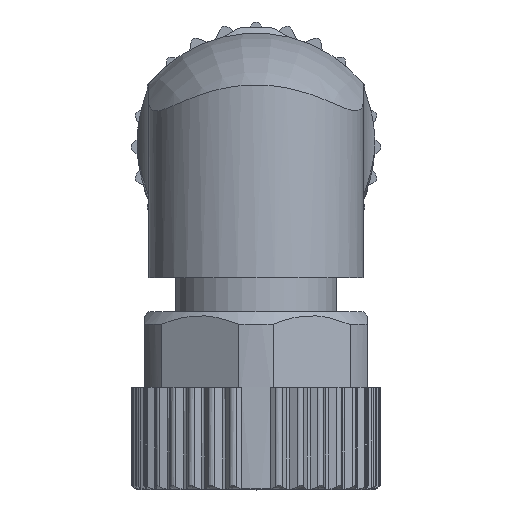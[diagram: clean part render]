
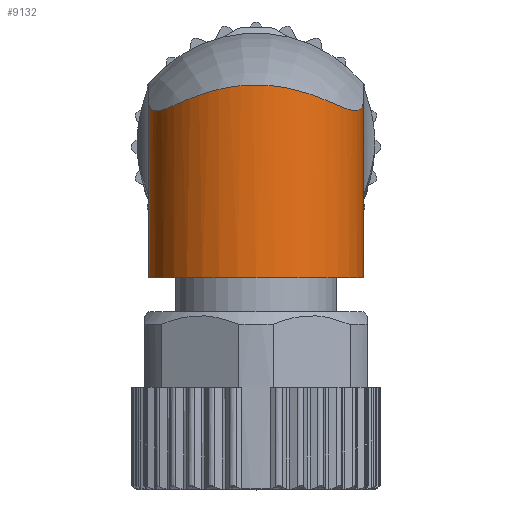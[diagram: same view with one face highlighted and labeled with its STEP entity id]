
A CAD part, top view. The second image highlights one B-rep face of the part: STEP entity #9132.
In plain terms, the highlighted cylindrical face has radius 4.25 mm (diameter 8.5 mm), a partial arc.
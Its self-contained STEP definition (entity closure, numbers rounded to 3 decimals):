
#258=B_SPLINE_CURVE_WITH_KNOTS('',3,(#11940,#11941,#11942,#11943,#11944,
#11945,#11946,#11947,#11948,#11949,#11950),.UNSPECIFIED.,.F.,.F.,(4,1,1,
1,1,1,1,1,4),(0.,0.002,0.003,
0.005,0.007,0.009,0.01,
0.012,0.014),.UNSPECIFIED.);
#656=LINE('',#13356,#1182);
#657=LINE('',#13358,#1183);
#1182=VECTOR('',#10802,1000.);
#1183=VECTOR('',#10805,1000.);
#1476=CIRCLE('',#9361,4.25);
#2726=ORIENTED_EDGE('',*,*,#3725,.T.);
#2727=ORIENTED_EDGE('',*,*,#4195,.T.);
#2728=ORIENTED_EDGE('',*,*,#3733,.T.);
#2729=ORIENTED_EDGE('',*,*,#4194,.F.);
#3725=EDGE_CURVE('',#4696,#4697,#258,.T.);
#3733=EDGE_CURVE('',#4702,#4701,#1476,.T.);
#4194=EDGE_CURVE('',#4696,#4701,#656,.T.);
#4195=EDGE_CURVE('',#4697,#4702,#657,.T.);
#4696=VERTEX_POINT('',#11951);
#4697=VERTEX_POINT('',#11952);
#4701=VERTEX_POINT('',#11971);
#4702=VERTEX_POINT('',#11973);
#5511=EDGE_LOOP('',(#2726,#2727,#2728,#2729));
#5932=FACE_BOUND('',#5511,.T.);
#6245=CYLINDRICAL_SURFACE('',#9622,4.25);
#9132=ADVANCED_FACE('',(#5932),#6245,.T.);
#9361=AXIS2_PLACEMENT_3D('',#11972,#10048,#10049);
#9622=AXIS2_PLACEMENT_3D('',#13357,#10803,#10804);
#10048=DIRECTION('',(0.,1.,0.));
#10049=DIRECTION('',(1.,0.,0.));
#10802=DIRECTION('',(0.,-1.,0.));
#10803=DIRECTION('',(0.,-1.,0.));
#10804=DIRECTION('',(0.,0.,-1.));
#10805=DIRECTION('',(0.,-1.,0.));
#11940=CARTESIAN_POINT('',(4.25,1.524,0.));
#11941=CARTESIAN_POINT('',(4.25,1.299,0.53));
#11942=CARTESIAN_POINT('',(4.038,1.013,1.666));
#11943=CARTESIAN_POINT('',(3.069,1.462,3.091));
#11944=CARTESIAN_POINT('',(1.71,2.013,4.008));
#11945=CARTESIAN_POINT('',(0.008,2.264,4.37));
#11946=CARTESIAN_POINT('',(-1.7,2.016,4.014));
#11947=CARTESIAN_POINT('',(-3.068,1.463,3.091));
#11948=CARTESIAN_POINT('',(-4.033,1.014,1.678));
#11949=CARTESIAN_POINT('',(-4.25,1.298,0.531));
#11950=CARTESIAN_POINT('',(-4.25,1.524,0.));
#11951=CARTESIAN_POINT('',(4.25,1.524,0.));
#11952=CARTESIAN_POINT('',(-4.25,1.524,0.));
#11971=CARTESIAN_POINT('',(4.25,-5.45,0.));
#11972=CARTESIAN_POINT('',(0.,-5.45,0.));
#11973=CARTESIAN_POINT('',(-4.25,-5.45,0.));
#13356=CARTESIAN_POINT('',(4.25,5.45,0.));
#13357=CARTESIAN_POINT('',(0.,5.45,0.));
#13358=CARTESIAN_POINT('',(-4.25,5.45,0.));
